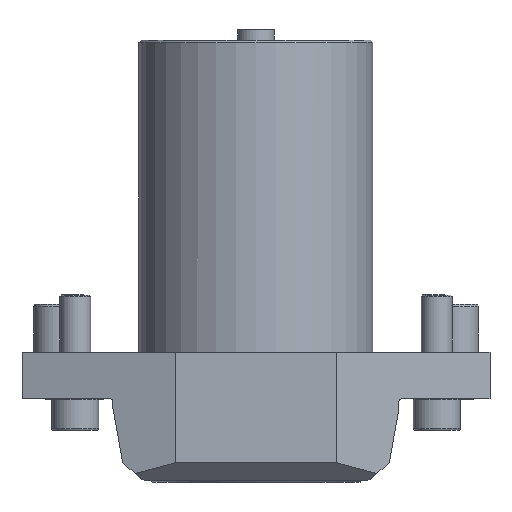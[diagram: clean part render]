
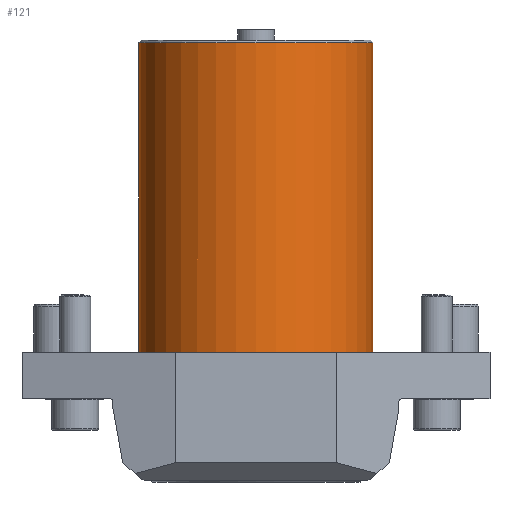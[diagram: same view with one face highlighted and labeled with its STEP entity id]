
A CAD part, left-side view. The second image highlights one B-rep face of the part: STEP entity #121.
In plain terms, the highlighted cylindrical face has radius 45 mm (diameter 90 mm), a full revolution.
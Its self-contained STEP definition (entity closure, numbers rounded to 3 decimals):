
#46=CYLINDRICAL_SURFACE('',#1062,45.);
#121=ADVANCED_FACE('',(#353,#354),#46,.T.);
#353=FACE_BOUND('',#434,.T.);
#354=FACE_BOUND('',#435,.T.);
#434=EDGE_LOOP('',(#595));
#435=EDGE_LOOP('',(#596));
#595=ORIENTED_EDGE('',*,*,#900,.T.);
#596=ORIENTED_EDGE('',*,*,#904,.T.);
#802=VERTEX_POINT('',#1598);
#803=VERTEX_POINT('',#1604);
#900=EDGE_CURVE('',#802,#802,#973,.T.);
#904=EDGE_CURVE('',#803,#803,#974,.T.);
#973=CIRCLE('',#1059,45.);
#974=CIRCLE('',#1061,45.);
#1059=AXIS2_PLACEMENT_3D('',#1597,#1265,#1266);
#1061=AXIS2_PLACEMENT_3D('',#1603,#1272,#1273);
#1062=AXIS2_PLACEMENT_3D('',#1605,#1274,#1275);
#1265=DIRECTION('',(0.,0.,1.));
#1266=DIRECTION('',(1.,0.,0.));
#1272=DIRECTION('',(0.,0.,-1.));
#1273=DIRECTION('',(1.,0.,0.));
#1274=DIRECTION('',(0.,0.,1.));
#1275=DIRECTION('',(-1.,0.,0.));
#1597=CARTESIAN_POINT('',(0.,0.,0.));
#1598=CARTESIAN_POINT('',(45.,0.,0.));
#1603=CARTESIAN_POINT('',(0.,0.,119.));
#1604=CARTESIAN_POINT('',(45.,0.,119.));
#1605=CARTESIAN_POINT('',(0.,0.,0.));
